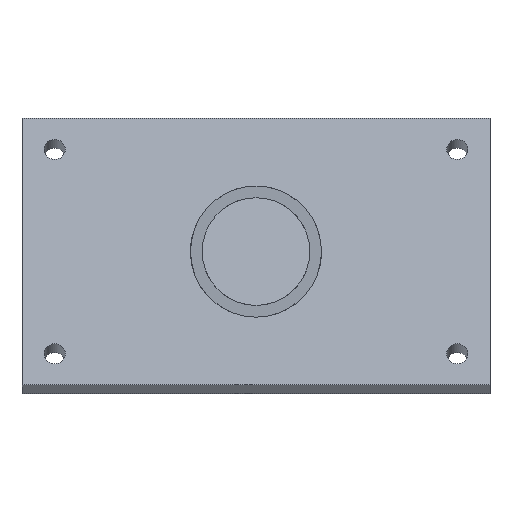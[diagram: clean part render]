
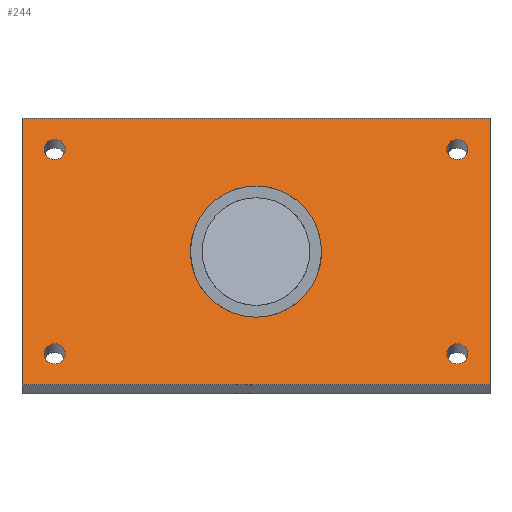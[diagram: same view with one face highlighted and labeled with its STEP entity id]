
A CAD part, front view. The second image highlights one B-rep face of the part: STEP entity #244.
In plain terms, the highlighted planar face has unit normal (0, -0.949, 0.315).
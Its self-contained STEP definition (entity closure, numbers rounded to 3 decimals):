
#20=ELLIPSE('',#290,14.753,14.);
#22=FACE_BOUND('',#59,.T.);
#23=FACE_BOUND('',#60,.T.);
#24=FACE_BOUND('',#61,.T.);
#25=FACE_BOUND('',#62,.T.);
#26=FACE_BOUND('',#63,.T.);
#32=PLANE('',#289);
#44=FACE_OUTER_BOUND('',#58,.T.);
#58=EDGE_LOOP('',(#190,#191,#192,#193));
#59=EDGE_LOOP('',(#194));
#60=EDGE_LOOP('',(#195));
#61=EDGE_LOOP('',(#196));
#62=EDGE_LOOP('',(#197));
#63=EDGE_LOOP('',(#198));
#82=LINE('',#403,#100);
#83=LINE('',#405,#101);
#84=LINE('',#407,#102);
#85=LINE('',#408,#103);
#100=VECTOR('',#335,10.);
#101=VECTOR('',#336,10.);
#102=VECTOR('',#337,10.);
#103=VECTOR('',#338,10.);
#115=CIRCLE('',#279,2.25);
#117=CIRCLE('',#282,2.25);
#119=CIRCLE('',#285,2.25);
#121=CIRCLE('',#288,2.25);
#125=VERTEX_POINT('',#379);
#127=VERTEX_POINT('',#385);
#129=VERTEX_POINT('',#391);
#131=VERTEX_POINT('',#397);
#132=VERTEX_POINT('',#401);
#133=VERTEX_POINT('',#402);
#134=VERTEX_POINT('',#404);
#135=VERTEX_POINT('',#406);
#136=VERTEX_POINT('',#409);
#146=EDGE_CURVE('',#125,#125,#115,.T.);
#149=EDGE_CURVE('',#127,#127,#117,.T.);
#152=EDGE_CURVE('',#129,#129,#119,.T.);
#155=EDGE_CURVE('',#131,#131,#121,.T.);
#156=EDGE_CURVE('',#132,#133,#82,.T.);
#157=EDGE_CURVE('',#134,#132,#83,.T.);
#158=EDGE_CURVE('',#135,#134,#84,.T.);
#159=EDGE_CURVE('',#133,#135,#85,.T.);
#160=EDGE_CURVE('',#136,#136,#20,.T.);
#190=ORIENTED_EDGE('',*,*,#156,.F.);
#191=ORIENTED_EDGE('',*,*,#157,.F.);
#192=ORIENTED_EDGE('',*,*,#158,.F.);
#193=ORIENTED_EDGE('',*,*,#159,.F.);
#194=ORIENTED_EDGE('',*,*,#146,.T.);
#195=ORIENTED_EDGE('',*,*,#149,.T.);
#196=ORIENTED_EDGE('',*,*,#152,.T.);
#197=ORIENTED_EDGE('',*,*,#155,.T.);
#198=ORIENTED_EDGE('',*,*,#160,.F.);
#244=ADVANCED_FACE('',(#44,#22,#23,#24,#25,#26),#32,.F.);
#279=AXIS2_PLACEMENT_3D('',#381,#310,#311);
#282=AXIS2_PLACEMENT_3D('',#387,#317,#318);
#285=AXIS2_PLACEMENT_3D('',#393,#324,#325);
#288=AXIS2_PLACEMENT_3D('',#399,#331,#332);
#289=AXIS2_PLACEMENT_3D('',#400,#333,#334);
#290=AXIS2_PLACEMENT_3D('',#410,#339,#340);
#310=DIRECTION('center_axis',(0.,0.949,-0.315));
#311=DIRECTION('ref_axis',(1.,0.,0.));
#317=DIRECTION('center_axis',(0.,0.949,-0.315));
#318=DIRECTION('ref_axis',(1.,0.,0.));
#324=DIRECTION('center_axis',(0.,0.949,-0.315));
#325=DIRECTION('ref_axis',(1.,0.,0.));
#331=DIRECTION('center_axis',(0.,0.949,-0.315));
#332=DIRECTION('ref_axis',(1.,0.,0.));
#333=DIRECTION('center_axis',(0.,0.949,-0.315));
#334=DIRECTION('ref_axis',(0.,0.315,0.949));
#335=DIRECTION('',(-1.,0.,0.));
#336=DIRECTION('',(0.,-0.315,-0.949));
#337=DIRECTION('',(1.,0.,0.));
#338=DIRECTION('',(0.,0.315,0.949));
#339=DIRECTION('center_axis',(0.,-0.949,0.315));
#340=DIRECTION('ref_axis',(0.,0.315,0.949));
#379=CARTESIAN_POINT('',(-45.25,56.601,21.826));
#381=CARTESIAN_POINT('Origin',(-43.,56.601,21.826));
#385=CARTESIAN_POINT('',(40.75,42.091,-21.826));
#387=CARTESIAN_POINT('Origin',(43.,42.091,-21.826));
#391=CARTESIAN_POINT('',(-45.25,42.091,-21.826));
#393=CARTESIAN_POINT('Origin',(-43.,42.091,-21.826));
#397=CARTESIAN_POINT('',(40.75,56.601,21.826));
#399=CARTESIAN_POINT('Origin',(43.,56.601,21.826));
#400=CARTESIAN_POINT('Origin',(0.,49.346,0.));
#401=CARTESIAN_POINT('',(50.,39.883,-28.468));
#402=CARTESIAN_POINT('',(-50.,39.883,-28.468));
#403=CARTESIAN_POINT('',(50.,39.883,-28.468));
#404=CARTESIAN_POINT('',(50.,58.81,28.468));
#405=CARTESIAN_POINT('',(50.,58.81,28.468));
#406=CARTESIAN_POINT('',(-50.,58.81,28.468));
#407=CARTESIAN_POINT('',(-50.,58.81,28.468));
#408=CARTESIAN_POINT('',(-50.,39.883,-28.468));
#409=CARTESIAN_POINT('',(14.,49.346,0.));
#410=CARTESIAN_POINT('Origin',(0.,49.346,0.));
